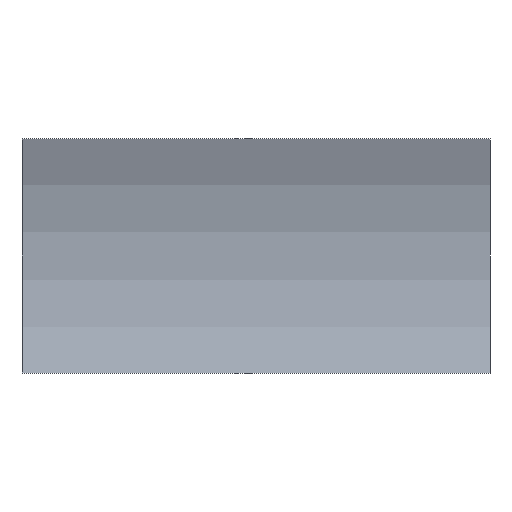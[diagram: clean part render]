
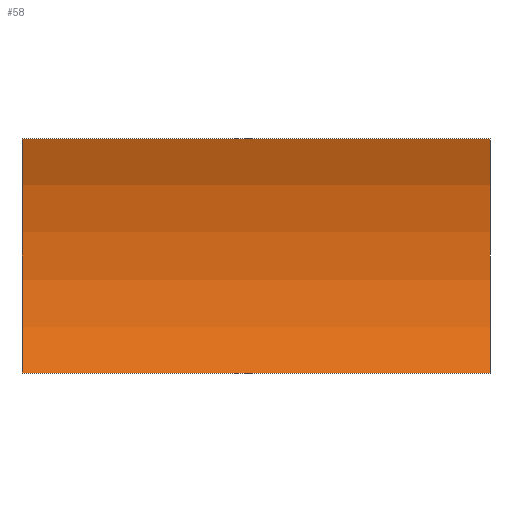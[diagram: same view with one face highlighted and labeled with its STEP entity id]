
A CAD part, left-side view. The second image highlights one B-rep face of the part: STEP entity #58.
In plain terms, the highlighted cylindrical face has radius 12.93 mm (diameter 25.86 mm), a partial arc.
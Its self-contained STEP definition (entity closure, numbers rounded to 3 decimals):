
#3 = VERTEX_POINT ( 'NONE', #53 ) ;
#6 = VERTEX_POINT ( 'NONE', #30 ) ;
#9 = CARTESIAN_POINT ( 'NONE',  ( -14.93, 0., 5. ) ) ;
#13 = AXIS2_PLACEMENT_3D ( 'NONE', #9, #179, #131 ) ;
#26 = CIRCLE ( 'NONE', #154, 12.93 ) ;
#30 = CARTESIAN_POINT ( 'NONE',  ( -3.006, 0., 0. ) ) ;
#33 = ORIENTED_EDGE ( 'NONE', *, *, #36, .T. ) ;
#35 = ORIENTED_EDGE ( 'NONE', *, *, #204, .T. ) ;
#36 = EDGE_CURVE ( 'NONE', #6, #72, #202, .T. ) ;
#48 = CARTESIAN_POINT ( 'NONE',  ( -3.006, 20., 10. ) ) ;
#53 = CARTESIAN_POINT ( 'NONE',  ( -3.006, 20., 10. ) ) ;
#54 = CARTESIAN_POINT ( 'NONE',  ( -3.006, 0., 10. ) ) ;
#58 = ADVANCED_FACE ( 'NONE', ( #115 ), #175, .F. ) ;
#59 = VECTOR ( 'NONE', #96, 1000. ) ;
#72 = VERTEX_POINT ( 'NONE', #54 ) ;
#82 = DIRECTION ( 'NONE',  ( 0., -1., 0. ) ) ;
#83 = DIRECTION ( 'NONE',  ( 0., 0., 1. ) ) ;
#96 = DIRECTION ( 'NONE',  ( 0., -1., 0. ) ) ;
#104 = VECTOR ( 'NONE', #120, 1000. ) ;
#107 = DIRECTION ( 'NONE',  ( 0., 0., -1. ) ) ;
#108 = EDGE_CURVE ( 'NONE', #118, #3, #26, .T. ) ;
#111 = CARTESIAN_POINT ( 'NONE',  ( -14.93, 20., 5. ) ) ;
#115 = FACE_OUTER_BOUND ( 'NONE', #190, .T. ) ;
#118 = VERTEX_POINT ( 'NONE', #163 ) ;
#120 = DIRECTION ( 'NONE',  ( 0., -1., 0. ) ) ;
#121 = CARTESIAN_POINT ( 'NONE',  ( -3.006, 20., 0. ) ) ;
#123 = LINE ( 'NONE', #121, #59 ) ;
#131 = DIRECTION ( 'NONE',  ( 0., 0., 1. ) ) ;
#138 = LINE ( 'NONE', #48, #104 ) ;
#139 = AXIS2_PLACEMENT_3D ( 'NONE', #111, #198, #107 ) ;
#154 = AXIS2_PLACEMENT_3D ( 'NONE', #177, #82, #83 ) ;
#155 = ORIENTED_EDGE ( 'NONE', *, *, #108, .F. ) ;
#159 = EDGE_CURVE ( 'NONE', #3, #72, #138, .T. ) ;
#163 = CARTESIAN_POINT ( 'NONE',  ( -3.006, 20., 0. ) ) ;
#174 = ORIENTED_EDGE ( 'NONE', *, *, #159, .F. ) ;
#175 = CYLINDRICAL_SURFACE ( 'NONE', #139, 12.93 ) ;
#177 = CARTESIAN_POINT ( 'NONE',  ( -14.93, 20., 5. ) ) ;
#179 = DIRECTION ( 'NONE',  ( 0., -1., 0. ) ) ;
#190 = EDGE_LOOP ( 'NONE', ( #33, #174, #155, #35 ) ) ;
#198 = DIRECTION ( 'NONE',  ( 0., -1., 0. ) ) ;
#202 = CIRCLE ( 'NONE', #13, 12.93 ) ;
#204 = EDGE_CURVE ( 'NONE', #118, #6, #123, .T. ) ;
